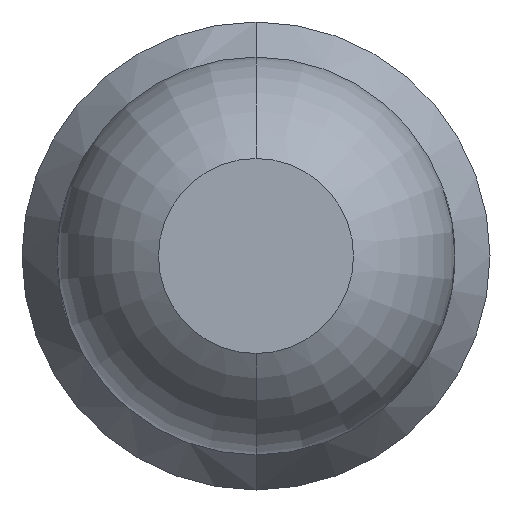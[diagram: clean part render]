
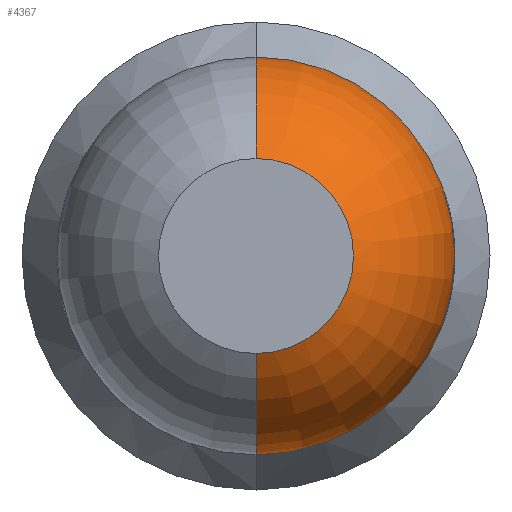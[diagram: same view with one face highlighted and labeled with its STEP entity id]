
A CAD part, front view. The second image highlights one B-rep face of the part: STEP entity #4367.
In plain terms, the highlighted toroidal (fillet/blend) face has major radius 0.01 mm and minor radius 0.5 mm.
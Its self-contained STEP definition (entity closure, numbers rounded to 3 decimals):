
#7 = DIRECTION ( 'NONE',  ( 0., 0., 1. ) ) ;
#232 = DIRECTION ( 'NONE',  ( 0., 0., -1. ) ) ;
#268 = EDGE_CURVE ( 'NONE', #4417, #1464, #4466, .T. ) ;
#283 = AXIS2_PLACEMENT_3D ( 'NONE', #3394, #4162, #4108 ) ;
#665 = CARTESIAN_POINT ( 'NONE',  ( 0., -24.961, -0.51 ) ) ;
#690 = VERTEX_POINT ( 'NONE', #3015 ) ;
#697 = EDGE_CURVE ( 'Defeature ausgef�hrt2_0+Defeature ausgef�hrt2_6+Defeature ausgef�hrt2_6+Defeature ausgef�hrt2_6', #1646, #4417, #702, .T. ) ;
#702 = CIRCLE ( 'NONE', #283, 0.51 ) ;
#768 = CIRCLE ( 'NONE', #3823, 0.25 ) ;
#945 = CARTESIAN_POINT ( 'NONE',  ( 0., -24.961, 0.01 ) ) ;
#1061 = AXIS2_PLACEMENT_3D ( 'NONE', #4603, #3102, #232 ) ;
#1080 = CARTESIAN_POINT ( 'NONE',  ( 0., -25.4, 0.25 ) ) ;
#1464 = VERTEX_POINT ( 'NONE', #1080 ) ;
#1562 = DIRECTION ( 'NONE',  ( 0., 1., 0. ) ) ;
#1646 = VERTEX_POINT ( 'NONE', #665 ) ;
#1688 = AXIS2_PLACEMENT_3D ( 'NONE', #945, #2405, #2063 ) ;
#1784 = DIRECTION ( 'NONE',  ( -1., 0., 0. ) ) ;
#2063 = DIRECTION ( 'NONE',  ( 0., 0., -1. ) ) ;
#2175 = CARTESIAN_POINT ( 'NONE',  ( 0., -24.961, -0.01 ) ) ;
#2247 = CARTESIAN_POINT ( 'NONE',  ( 0., -25.4, 0. ) ) ;
#2358 = EDGE_LOOP ( 'NONE', ( #4454, #3565, #4361, #3190 ) ) ;
#2405 = DIRECTION ( 'NONE',  ( 1., 0., 0. ) ) ;
#2576 = CIRCLE ( 'NONE', #4015, 0.5 ) ;
#2616 = TOROIDAL_SURFACE ( 'NONE', #1061, 0.01, 0.5 ) ;
#2753 = EDGE_CURVE ( 'NONE', #1646, #690, #2576, .T. ) ;
#3015 = CARTESIAN_POINT ( 'NONE',  ( 0., -25.4, -0.25 ) ) ;
#3062 = CARTESIAN_POINT ( 'NONE',  ( 0., -24.961, 0.51 ) ) ;
#3102 = DIRECTION ( 'NONE',  ( 0., -1., 0. ) ) ;
#3147 = EDGE_CURVE ( 'Defeature ausgef�hrt2_0+Defeature ausgef�hrt2_15+Defeature ausgef�hrt2_15+Defeature ausgef�hrt2_15', #1464, #690, #768, .T. ) ;
#3190 = ORIENTED_EDGE ( 'NONE', *, *, #2753, .F. ) ;
#3394 = CARTESIAN_POINT ( 'NONE',  ( 0., -24.961, 0. ) ) ;
#3565 = ORIENTED_EDGE ( 'NONE', *, *, #268, .T. ) ;
#3581 = FACE_OUTER_BOUND ( 'NONE', #2358, .T. ) ;
#3708 = DIRECTION ( 'NONE',  ( 0., 0., 1. ) ) ;
#3823 = AXIS2_PLACEMENT_3D ( 'NONE', #2247, #1562, #3708 ) ;
#4015 = AXIS2_PLACEMENT_3D ( 'NONE', #2175, #1784, #7 ) ;
#4108 = DIRECTION ( 'NONE',  ( 0., 0., -1. ) ) ;
#4162 = DIRECTION ( 'NONE',  ( 0., -1., 0. ) ) ;
#4361 = ORIENTED_EDGE ( 'NONE', *, *, #3147, .T. ) ;
#4367 = ADVANCED_FACE ( 'Defeature ausgef�hrt2_0', ( #3581 ), #2616, .T. ) ;
#4417 = VERTEX_POINT ( 'NONE', #3062 ) ;
#4454 = ORIENTED_EDGE ( 'NONE', *, *, #697, .T. ) ;
#4466 = CIRCLE ( 'NONE', #1688, 0.5 ) ;
#4603 = CARTESIAN_POINT ( 'NONE',  ( 0., -24.961, 0. ) ) ;
